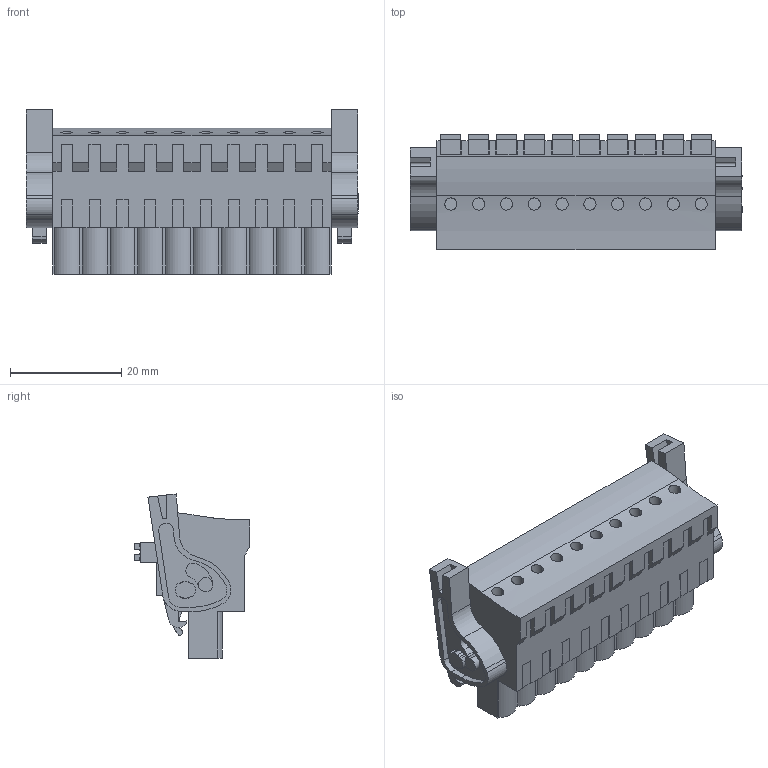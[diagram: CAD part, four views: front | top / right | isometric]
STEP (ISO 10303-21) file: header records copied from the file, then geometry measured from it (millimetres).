
FILE_DESCRIPTION(('CATIA V5 STEP Exchange','CAx-IF Rec.Pracs.--- Model Styling and Organization---1.2---2011-12-15'),'2;1');
FILE_NAME ('D1461127_0_1980950000_1980950000.stp','2017-09-23T15:53:15+00:00',('none'),('Weidmueller'),'CATIA Version 5-6 Release 2014','CATIA V5 STEP AP214','none');
FILE_SCHEMA(('AUTOMOTIVE_DESIGN { 1 0 10303 214 1 1 1 1 }'));
Length unit declared in the file: millimetre
Products named in the file (1): 1980950000
Bounding box: 59.7 x 20.79 x 29.52 mm (x, y, z)
Volume: 16232.6 mm3; surface area: 8700.3 mm2
Topology: 13 solids, 13 shells, 795 faces, 2242 edges, 1523 vertices
Faces by surface type: plane 587, cylinder 200, extrusion 8
Entity records: 23814 total; most frequent: CARTESIAN_POINT 4617, ORIENTED_EDGE 4484, DIRECTION 3059, EDGE_CURVE 2242, VECTOR 1795, LINE 1787, VERTEX_POINT 1523, EDGE_LOOP 853
